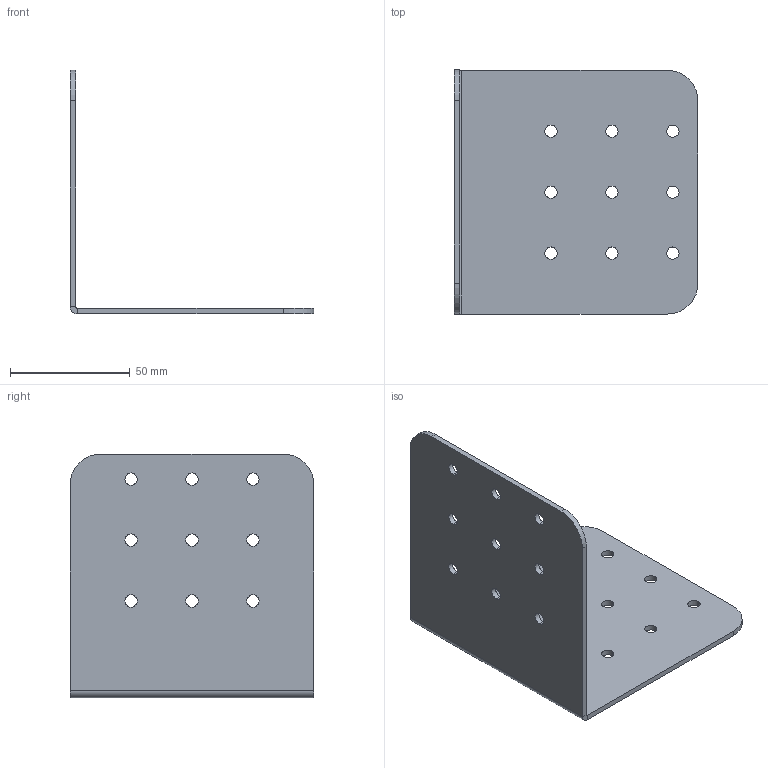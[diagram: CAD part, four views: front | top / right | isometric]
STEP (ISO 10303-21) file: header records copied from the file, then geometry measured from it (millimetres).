
FILE_DESCRIPTION (( 'STEP AP214' ), '1' );
FILE_NAME ('WCP-1537.step', '2024-02-14T00:26:10', ( '' ), ( '' ), 'SwSTEP 2.0', 'SolidWorks 2022', '' );
FILE_SCHEMA (( 'AUTOMOTIVE_DESIGN' ));
Length unit declared in the file: inch
Products named in the file (1): WCP-1537
Bounding box: 101.6 x 101.6 x 101.6 mm (x, y, z)
Volume: 45315 mm3; surface area: 41635.2 mm2
Topology: 1 solids, 1 shells, 54 faces, 148 edges, 96 vertices
Faces by surface type: cylinder 42, plane 12
Entity records: 1864 total; most frequent: DIRECTION 342, CARTESIAN_POINT 299, ORIENTED_EDGE 296, EDGE_CURVE 148, AXIS2_PLACEMENT_3D 139, VERTEX_POINT 96, EDGE_LOOP 90, CIRCLE 84
